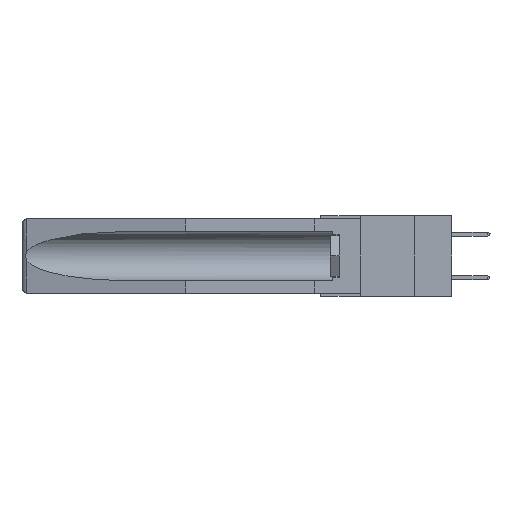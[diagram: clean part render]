
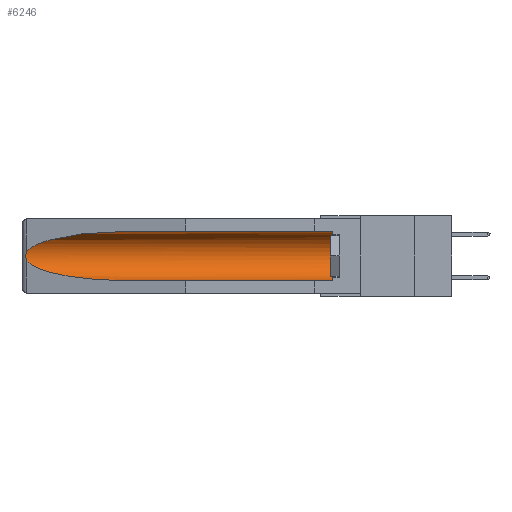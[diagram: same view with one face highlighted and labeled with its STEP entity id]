
A CAD part, left-side view. The second image highlights one B-rep face of the part: STEP entity #6246.
In plain terms, the highlighted cylindrical face has radius 2.857 mm (diameter 5.715 mm), a partial arc.
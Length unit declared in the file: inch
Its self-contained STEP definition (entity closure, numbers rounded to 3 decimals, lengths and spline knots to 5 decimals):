
#796 = DIRECTION ( 'NONE',  ( 0., 0., 1. ) ) ;
#1471 = VECTOR ( 'NONE', #26573, 39.37008 ) ;
#2648 = EDGE_CURVE ( 'NONE', #16871, #14264, #22315, .T. ) ;
#3383 = ORIENTED_EDGE ( 'NONE', *, *, #20899, .T. ) ;
#5875 = CARTESIAN_POINT ( 'NONE',  ( 0.2673, 1.53269, -0.17917 ) ) ;
#6109 = CYLINDRICAL_SURFACE ( 'NONE', #19434, 0.1125 ) ;
#6246 = ADVANCED_FACE ( 'NONE', ( #19106 ), #6109, .F. ) ;
#6995 = EDGE_CURVE ( 'NONE', #12335, #12124, #17108, .T. ) ;
#7032 = LINE ( 'NONE', #20176, #1471 ) ;
#7718 = CARTESIAN_POINT ( 'NONE',  ( 0.26597, 1.52961, -0.15275 ) ) ;
#7802 = CARTESIAN_POINT ( 'NONE',  ( 0.2675, 1.53308, -0.16763 ) ) ;
#10119 = CARTESIAN_POINT ( 'NONE',  ( 0.155, 0.126, -0.059 ) ) ;
#10142 = DIRECTION ( 'NONE',  ( 0., 1., 0. ) ) ;
#10565 = CARTESIAN_POINT ( 'NONE',  ( 0.26537, 1.52718, -0.14972 ) ) ;
#10644 = LINE ( 'NONE', #13784, #25881 ) ;
#10838 = VERTEX_POINT ( 'NONE', #11807 ) ;
#11541 = CARTESIAN_POINT ( 'NONE',  ( 0.21114, 1.30732, -0.284 ) ) ;
#11807 = CARTESIAN_POINT ( 'NONE',  ( 0.155, 1.07973, -0.059 ) ) ;
#11868 =( BOUNDED_CURVE ( )  B_SPLINE_CURVE ( 3, ( #17349, #19518, #11541, #19978 ),
 .UNSPECIFIED., .F., .F. ) 
 B_SPLINE_CURVE_WITH_KNOTS ( ( 4, 4 ),
 ( 0.1948, 1.5708 ),
 .UNSPECIFIED. ) 
 CURVE ( )  GEOMETRIC_REPRESENTATION_ITEM ( )  RATIONAL_B_SPLINE_CURVE ( ( 1., 0.848, 0.848, 1. ) ) 
 REPRESENTATION_ITEM ( '' )  );
#12124 = VERTEX_POINT ( 'NONE', #10119 ) ;
#12156 = CARTESIAN_POINT ( 'NONE',  ( 0.26597, 1.5296, -0.19026 ) ) ;
#12261 = DIRECTION ( 'NONE',  ( 0., -1., 0. ) ) ;
#12263 = EDGE_CURVE ( 'NONE', #10838, #16871, #23489, .T. ) ;
#12335 = VERTEX_POINT ( 'NONE', #23165 ) ;
#12558 = DIRECTION ( 'NONE',  ( 0., 0., 1. ) ) ;
#12619 = CARTESIAN_POINT ( 'NONE',  ( 0.25451, 1.48313, -0.09465 ) ) ;
#13784 = CARTESIAN_POINT ( 'NONE',  ( 0.155, -0.30754, -0.059 ) ) ;
#13796 = EDGE_CURVE ( 'NONE', #12124, #10838, #10644, .T. ) ;
#13966 = CARTESIAN_POINT ( 'NONE',  ( 0.26654, 1.53092, -0.15636 ) ) ;
#14264 = VERTEX_POINT ( 'NONE', #25203 ) ;
#14767 = CARTESIAN_POINT ( 'NONE',  ( 0.21114, 1.30732, -0.059 ) ) ;
#16138 = CARTESIAN_POINT ( 'NONE',  ( 0.2675, 1.53308, -0.17534 ) ) ;
#16501 = ORIENTED_EDGE ( 'NONE', *, *, #13796, .T. ) ;
#16871 = VERTEX_POINT ( 'NONE', #24317 ) ;
#17063 = CARTESIAN_POINT ( 'NONE',  ( 0.155, -0.30754, -0.1715 ) ) ;
#17108 = CIRCLE ( 'NONE', #20152, 0.1125 ) ;
#17349 = CARTESIAN_POINT ( 'NONE',  ( 0.26537, 1.52718, -0.19328 ) ) ;
#17504 = EDGE_LOOP ( 'NONE', ( #25386, #21805, #3383, #18310, #21408, #16501 ) ) ;
#18310 = ORIENTED_EDGE ( 'NONE', *, *, #23029, .F. ) ;
#19106 = FACE_OUTER_BOUND ( 'NONE', #17504, .T. ) ;
#19434 = AXIS2_PLACEMENT_3D ( 'NONE', #17063, #25664, #796 ) ;
#19518 = CARTESIAN_POINT ( 'NONE',  ( 0.25451, 1.48313, -0.24835 ) ) ;
#19978 = CARTESIAN_POINT ( 'NONE',  ( 0.155, 1.07973, -0.284 ) ) ;
#20152 = AXIS2_PLACEMENT_3D ( 'NONE', #24920, #12261, #12558 ) ;
#20176 = CARTESIAN_POINT ( 'NONE',  ( 0.155, -0.30754, -0.284 ) ) ;
#20225 = CARTESIAN_POINT ( 'NONE',  ( 0.26537, 1.52718, -0.14972 ) ) ;
#20899 = EDGE_CURVE ( 'NONE', #14264, #22493, #11868, .T. ) ;
#20913 = CARTESIAN_POINT ( 'NONE',  ( 0.155, 1.07973, -0.059 ) ) ;
#21408 = ORIENTED_EDGE ( 'NONE', *, *, #6995, .T. ) ;
#21805 = ORIENTED_EDGE ( 'NONE', *, *, #2648, .T. ) ;
#22291 = CARTESIAN_POINT ( 'NONE',  ( 0.26537, 1.52718, -0.19328 ) ) ;
#22315 = B_SPLINE_CURVE_WITH_KNOTS ( 'NONE', 3,
 ( #20225, #7718, #13966, #22377, #7802, #16138, #5875, #26621, #12156, #22291 ),
 .UNSPECIFIED., .F., .F.,
 ( 4, 2, 2, 2, 4 ),
 ( 0., 0.00029, 0.00058, 0.00087, 0.00117 ),
 .UNSPECIFIED. ) ;
#22377 = CARTESIAN_POINT ( 'NONE',  ( 0.2673, 1.5327, -0.16383 ) ) ;
#22493 = VERTEX_POINT ( 'NONE', #22713 ) ;
#22713 = CARTESIAN_POINT ( 'NONE',  ( 0.155, 1.07973, -0.284 ) ) ;
#23029 = EDGE_CURVE ( 'NONE', #12335, #22493, #7032, .T. ) ;
#23165 = CARTESIAN_POINT ( 'NONE',  ( 0.155, 0.126, -0.284 ) ) ;
#23489 =( BOUNDED_CURVE ( )  B_SPLINE_CURVE ( 3, ( #20913, #14767, #12619, #10565 ),
 .UNSPECIFIED., .F., .F. ) 
 B_SPLINE_CURVE_WITH_KNOTS ( ( 4, 4 ),
 ( 4.71239, 6.08839 ),
 .UNSPECIFIED. ) 
 CURVE ( )  GEOMETRIC_REPRESENTATION_ITEM ( )  RATIONAL_B_SPLINE_CURVE ( ( 1., 0.848, 0.848, 1. ) ) 
 REPRESENTATION_ITEM ( '' )  );
#24317 = CARTESIAN_POINT ( 'NONE',  ( 0.26537, 1.52718, -0.14972 ) ) ;
#24920 = CARTESIAN_POINT ( 'NONE',  ( 0.155, 0.126, -0.1715 ) ) ;
#25203 = CARTESIAN_POINT ( 'NONE',  ( 0.26537, 1.52718, -0.19328 ) ) ;
#25386 = ORIENTED_EDGE ( 'NONE', *, *, #12263, .T. ) ;
#25664 = DIRECTION ( 'NONE',  ( 0., 1., 0. ) ) ;
#25881 = VECTOR ( 'NONE', #10142, 39.37008 ) ;
#26573 = DIRECTION ( 'NONE',  ( 0., 1., 0. ) ) ;
#26621 = CARTESIAN_POINT ( 'NONE',  ( 0.26655, 1.53094, -0.18657 ) ) ;
